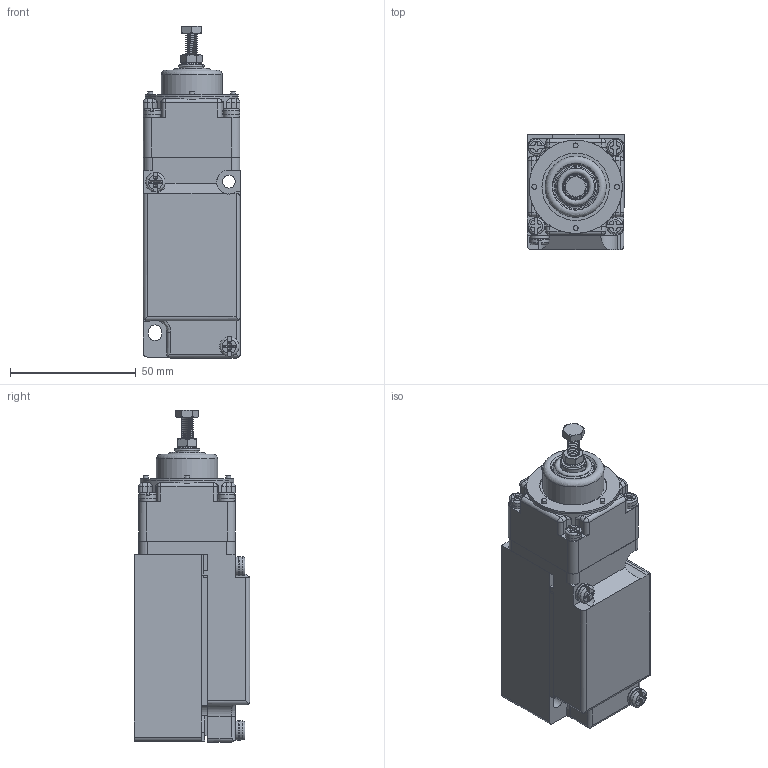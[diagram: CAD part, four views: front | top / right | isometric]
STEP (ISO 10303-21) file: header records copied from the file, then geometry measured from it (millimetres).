
FILE_DESCRIPTION (( 'STEP AP214' ), '1' );
FILE_NAME ('F25ATP2.STEP', '2019-08-07T21:09:26', ( '' ), ( '' ), 'SwSTEP 2.0', 'SolidWorks 2018', '' );
FILE_SCHEMA (( 'AUTOMOTIVE_DESIGN' ));
Length unit declared in the file: inch
Products named in the file (1): F25ATP2
Bounding box: 38.61 x 45.95 x 131.8 mm (x, y, z)
Volume: 164596.2 mm3; surface area: 52232.6 mm2
Topology: 17 solids, 17 shells, 863 faces, 2031 edges, 1238 vertices
Faces by surface type: cone 359, plane 272, cylinder 142, bspline 52, torus 38
Full cylindrical faces by diameter (mm): 1.956 x12, 2.438 x1, 3.556 x4, 4.496 x4, 4.826 x4, 5.08 x3, 5.842 x4, 6.35 x6, 6.604 x4, 7.62 x2, 7.671 x2, 7.874 x6, 9.398 x2, 10.16 x2, 23.368 x2, 24.282 x2, 26.772 x2, 37.033 x3
Entity records: 30300 total; most frequent: CARTESIAN_POINT 12406, ORIENTED_EDGE 3558, DIRECTION 3396, EDGE_CURVE 1779, AXIS2_PLACEMENT_3D 1316, VERTEX_POINT 1162, EDGE_LOOP 1111, FACE_OUTER_BOUND 961
